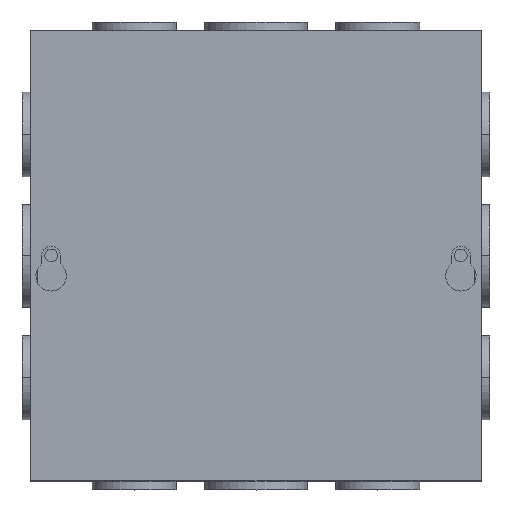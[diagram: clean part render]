
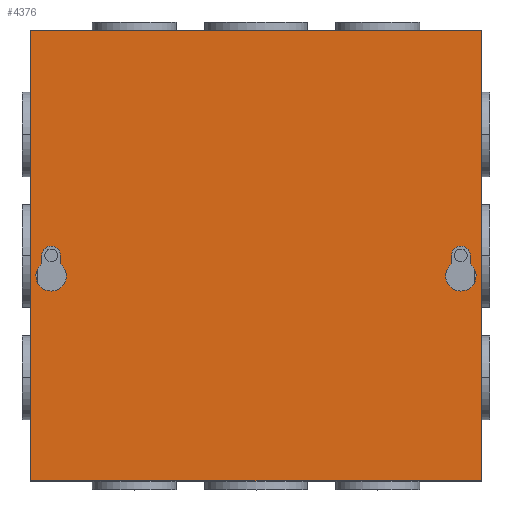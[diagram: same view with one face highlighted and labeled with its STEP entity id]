
A CAD part, top view. The second image highlights one B-rep face of the part: STEP entity #4376.
In plain terms, the highlighted planar face has unit normal (0, 0, 1).
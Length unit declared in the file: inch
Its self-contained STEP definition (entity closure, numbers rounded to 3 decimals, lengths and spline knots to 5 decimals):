
#39 = ORIENTED_EDGE ( 'NONE', *, *, #8853, .T. ) ;
#90 = VERTEX_POINT ( 'NONE', #6694 ) ;
#147 = EDGE_LOOP ( 'NONE', ( #3845, #4586, #1514, #4307, #5392, #7663 ) ) ;
#191 = LINE ( 'NONE', #6352, #3927 ) ;
#212 = DIRECTION ( 'NONE',  ( 1., 0., 0. ) ) ;
#268 = AXIS2_PLACEMENT_3D ( 'NONE', #5848, #7377, #5941 ) ;
#313 = VERTEX_POINT ( 'NONE', #2051 ) ;
#555 = EDGE_LOOP ( 'NONE', ( #8216, #6062, #3895, #860 ) ) ;
#560 = CARTESIAN_POINT ( 'NONE',  ( 2.855, -3., 6.057 ) ) ;
#574 = DIRECTION ( 'NONE',  ( 0., 0., -1. ) ) ;
#670 = FACE_BOUND ( 'NONE', #147, .T. ) ;
#707 = DIRECTION ( 'NONE',  ( 1., 0., 0. ) ) ;
#781 = LINE ( 'NONE', #1513, #5510 ) ;
#821 = CIRCLE ( 'NONE', #6335, 0.203 ) ;
#851 = EDGE_CURVE ( 'NONE', #8289, #6132, #2731, .T. ) ;
#860 = ORIENTED_EDGE ( 'NONE', *, *, #851, .T. ) ;
#873 = DIRECTION ( 'NONE',  ( 0., 0., -1. ) ) ;
#896 = CARTESIAN_POINT ( 'NONE',  ( -2.73, -0.272, 6.057 ) ) ;
#935 = EDGE_CURVE ( 'NONE', #6127, #2073, #8660, .T. ) ;
#943 = AXIS2_PLACEMENT_3D ( 'NONE', #5141, #5238, #707 ) ;
#1513 = CARTESIAN_POINT ( 'NONE',  ( -2.855, -3., 6.057 ) ) ;
#1514 = ORIENTED_EDGE ( 'NONE', *, *, #5524, .T. ) ;
#1589 = EDGE_CURVE ( 'NONE', #7977, #8289, #4063, .T. ) ;
#1600 = ORIENTED_EDGE ( 'NONE', *, *, #2907, .T. ) ;
#1662 = LINE ( 'NONE', #8382, #4455 ) ;
#1686 = DIRECTION ( 'NONE',  ( 0., 0., -1. ) ) ;
#1808 = DIRECTION ( 'NONE',  ( 0., 1., 0. ) ) ;
#1892 = AXIS2_PLACEMENT_3D ( 'NONE', #8450, #1686, #212 ) ;
#1986 = CARTESIAN_POINT ( 'NONE',  ( -3., 3., 6.057 ) ) ;
#2013 = DIRECTION ( 'NONE',  ( 0., 0., -1. ) ) ;
#2051 = CARTESIAN_POINT ( 'NONE',  ( 2.933, -0.272, 6.057 ) ) ;
#2073 = VERTEX_POINT ( 'NONE', #8353 ) ;
#2242 = EDGE_CURVE ( 'NONE', #2775, #2895, #5505, .T. ) ;
#2504 = VERTEX_POINT ( 'NONE', #6792 ) ;
#2692 = VECTOR ( 'NONE', #3379, 39.37008 ) ;
#2731 = LINE ( 'NONE', #5737, #6762 ) ;
#2736 = LINE ( 'NONE', #4953, #2692 ) ;
#2775 = VERTEX_POINT ( 'NONE', #6586 ) ;
#2792 = VERTEX_POINT ( 'NONE', #8862 ) ;
#2880 = LINE ( 'NONE', #1986, #3863 ) ;
#2895 = VERTEX_POINT ( 'NONE', #4510 ) ;
#2907 = EDGE_CURVE ( 'NONE', #5526, #313, #8823, .T. ) ;
#3032 = CARTESIAN_POINT ( 'NONE',  ( 2.73, -0.272, 6.057 ) ) ;
#3226 = EDGE_CURVE ( 'NONE', #90, #7977, #2880, .T. ) ;
#3251 = VERTEX_POINT ( 'NONE', #3564 ) ;
#3346 = DIRECTION ( 'NONE',  ( 0., -1., 0. ) ) ;
#3379 = DIRECTION ( 'NONE',  ( 0., 1., 0. ) ) ;
#3564 = CARTESIAN_POINT ( 'NONE',  ( 2.855, 0., 6.057 ) ) ;
#3604 = VERTEX_POINT ( 'NONE', #6427 ) ;
#3629 = CARTESIAN_POINT ( 'NONE',  ( 2.527, -0.272, 6.057 ) ) ;
#3661 = DIRECTION ( 'NONE',  ( 1., 0., 0. ) ) ;
#3718 = AXIS2_PLACEMENT_3D ( 'NONE', #896, #2013, #9616 ) ;
#3806 = EDGE_CURVE ( 'NONE', #2504, #6955, #4189, .T. ) ;
#3845 = ORIENTED_EDGE ( 'NONE', *, *, #6965, .T. ) ;
#3863 = VECTOR ( 'NONE', #5784, 39.37008 ) ;
#3895 = ORIENTED_EDGE ( 'NONE', *, *, #1589, .T. ) ;
#3927 = VECTOR ( 'NONE', #3346, 39.37008 ) ;
#3937 = CARTESIAN_POINT ( 'NONE',  ( -3., -3., 6.057 ) ) ;
#4063 = LINE ( 'NONE', #6337, #8650 ) ;
#4071 = EDGE_CURVE ( 'NONE', #2792, #5179, #5611, .T. ) ;
#4189 = CIRCLE ( 'NONE', #7340, 0.203 ) ;
#4242 = CARTESIAN_POINT ( 'NONE',  ( -2.605, 0., 6.057 ) ) ;
#4306 = LINE ( 'NONE', #560, #6090 ) ;
#4307 = ORIENTED_EDGE ( 'NONE', *, *, #3806, .T. ) ;
#4344 = EDGE_LOOP ( 'NONE', ( #6006, #1600, #39, #8163, #5382, #8978 ) ) ;
#4365 = PLANE ( 'NONE',  #268 ) ;
#4376 = ADVANCED_FACE ( 'NONE', ( #9545, #7286, #670 ), #4365, .T. ) ;
#4455 = VECTOR ( 'NONE', #1808, 39.37008 ) ;
#4510 = CARTESIAN_POINT ( 'NONE',  ( -2.527, -0.272, 6.057 ) ) ;
#4586 = ORIENTED_EDGE ( 'NONE', *, *, #2242, .T. ) ;
#4821 = EDGE_CURVE ( 'NONE', #3251, #5526, #4306, .T. ) ;
#4953 = CARTESIAN_POINT ( 'NONE',  ( 3., -3., 6.057 ) ) ;
#5141 = CARTESIAN_POINT ( 'NONE',  ( 2.73, -0.272, 6.057 ) ) ;
#5179 = VERTEX_POINT ( 'NONE', #4242 ) ;
#5238 = DIRECTION ( 'NONE',  ( 0., 0., -1. ) ) ;
#5382 = ORIENTED_EDGE ( 'NONE', *, *, #9721, .T. ) ;
#5392 = ORIENTED_EDGE ( 'NONE', *, *, #6942, .T. ) ;
#5505 = CIRCLE ( 'NONE', #1892, 0.203 ) ;
#5510 = VECTOR ( 'NONE', #7590, 39.37008 ) ;
#5524 = EDGE_CURVE ( 'NONE', #2895, #2504, #7979, .T. ) ;
#5526 = VERTEX_POINT ( 'NONE', #7300 ) ;
#5611 = CIRCLE ( 'NONE', #8459, 0.125 ) ;
#5737 = CARTESIAN_POINT ( 'NONE',  ( -3., -3., 6.057 ) ) ;
#5784 = DIRECTION ( 'NONE',  ( -1., 0., 0. ) ) ;
#5848 = CARTESIAN_POINT ( 'NONE',  ( -3., -3., 6.057 ) ) ;
#5872 = CARTESIAN_POINT ( 'NONE',  ( -2.73, 0., 6.057 ) ) ;
#5941 = DIRECTION ( 'NONE',  ( 1., 0., 0. ) ) ;
#6006 = ORIENTED_EDGE ( 'NONE', *, *, #4821, .T. ) ;
#6062 = ORIENTED_EDGE ( 'NONE', *, *, #3226, .T. ) ;
#6090 = VECTOR ( 'NONE', #8109, 39.37008 ) ;
#6127 = VERTEX_POINT ( 'NONE', #3629 ) ;
#6132 = VERTEX_POINT ( 'NONE', #6645 ) ;
#6144 = AXIS2_PLACEMENT_3D ( 'NONE', #3032, #9048, #6736 ) ;
#6319 = DIRECTION ( 'NONE',  ( 1., 0., 0. ) ) ;
#6335 = AXIS2_PLACEMENT_3D ( 'NONE', #7325, #574, #8117 ) ;
#6337 = CARTESIAN_POINT ( 'NONE',  ( -3., -3., 6.057 ) ) ;
#6352 = CARTESIAN_POINT ( 'NONE',  ( -2.605, -3., 6.057 ) ) ;
#6362 = DIRECTION ( 'NONE',  ( 0., 0., -1. ) ) ;
#6377 = CARTESIAN_POINT ( 'NONE',  ( -3., 3., 6.057 ) ) ;
#6427 = CARTESIAN_POINT ( 'NONE',  ( 2.605, 0., 6.057 ) ) ;
#6442 = CIRCLE ( 'NONE', #7548, 0.125 ) ;
#6587 = EDGE_CURVE ( 'NONE', #3604, #3251, #6442, .T. ) ;
#6586 = CARTESIAN_POINT ( 'NONE',  ( -2.605, -0.11205, 6.057 ) ) ;
#6645 = CARTESIAN_POINT ( 'NONE',  ( 3., -3., 6.057 ) ) ;
#6694 = CARTESIAN_POINT ( 'NONE',  ( 3., 3., 6.057 ) ) ;
#6736 = DIRECTION ( 'NONE',  ( 1., 0., 0. ) ) ;
#6762 = VECTOR ( 'NONE', #8749, 39.37008 ) ;
#6792 = CARTESIAN_POINT ( 'NONE',  ( -2.933, -0.272, 6.057 ) ) ;
#6942 = EDGE_CURVE ( 'NONE', #6955, #2792, #781, .T. ) ;
#6955 = VERTEX_POINT ( 'NONE', #9361 ) ;
#6965 = EDGE_CURVE ( 'NONE', #5179, #2775, #191, .T. ) ;
#7286 = FACE_BOUND ( 'NONE', #4344, .T. ) ;
#7300 = CARTESIAN_POINT ( 'NONE',  ( 2.855, -0.11205, 6.057 ) ) ;
#7325 = CARTESIAN_POINT ( 'NONE',  ( 2.73, -0.272, 6.057 ) ) ;
#7340 = AXIS2_PLACEMENT_3D ( 'NONE', #7416, #9136, #3661 ) ;
#7377 = DIRECTION ( 'NONE',  ( 0., 0., 1. ) ) ;
#7416 = CARTESIAN_POINT ( 'NONE',  ( -2.73, -0.272, 6.057 ) ) ;
#7548 = AXIS2_PLACEMENT_3D ( 'NONE', #7749, #6362, #6319 ) ;
#7580 = EDGE_CURVE ( 'NONE', #6132, #90, #2736, .T. ) ;
#7590 = DIRECTION ( 'NONE',  ( 0., 1., 0. ) ) ;
#7663 = ORIENTED_EDGE ( 'NONE', *, *, #4071, .T. ) ;
#7749 = CARTESIAN_POINT ( 'NONE',  ( 2.73, 0., 6.057 ) ) ;
#7977 = VERTEX_POINT ( 'NONE', #6377 ) ;
#7979 = CIRCLE ( 'NONE', #3718, 0.203 ) ;
#8109 = DIRECTION ( 'NONE',  ( 0., -1., 0. ) ) ;
#8117 = DIRECTION ( 'NONE',  ( 1., 0., 0. ) ) ;
#8163 = ORIENTED_EDGE ( 'NONE', *, *, #935, .T. ) ;
#8216 = ORIENTED_EDGE ( 'NONE', *, *, #7580, .T. ) ;
#8289 = VERTEX_POINT ( 'NONE', #3937 ) ;
#8353 = CARTESIAN_POINT ( 'NONE',  ( 2.605, -0.11205, 6.057 ) ) ;
#8382 = CARTESIAN_POINT ( 'NONE',  ( 2.605, -3., 6.057 ) ) ;
#8450 = CARTESIAN_POINT ( 'NONE',  ( -2.73, -0.272, 6.057 ) ) ;
#8459 = AXIS2_PLACEMENT_3D ( 'NONE', #5872, #873, #8884 ) ;
#8650 = VECTOR ( 'NONE', #9350, 39.37008 ) ;
#8660 = CIRCLE ( 'NONE', #943, 0.203 ) ;
#8749 = DIRECTION ( 'NONE',  ( 1., 0., 0. ) ) ;
#8823 = CIRCLE ( 'NONE', #6144, 0.203 ) ;
#8853 = EDGE_CURVE ( 'NONE', #313, #6127, #821, .T. ) ;
#8862 = CARTESIAN_POINT ( 'NONE',  ( -2.855, 0., 6.057 ) ) ;
#8884 = DIRECTION ( 'NONE',  ( 1., 0., 0. ) ) ;
#8978 = ORIENTED_EDGE ( 'NONE', *, *, #6587, .T. ) ;
#9048 = DIRECTION ( 'NONE',  ( 0., 0., -1. ) ) ;
#9136 = DIRECTION ( 'NONE',  ( 0., 0., -1. ) ) ;
#9350 = DIRECTION ( 'NONE',  ( 0., -1., 0. ) ) ;
#9361 = CARTESIAN_POINT ( 'NONE',  ( -2.855, -0.11205, 6.057 ) ) ;
#9545 = FACE_OUTER_BOUND ( 'NONE', #555, .T. ) ;
#9616 = DIRECTION ( 'NONE',  ( 1., 0., 0. ) ) ;
#9721 = EDGE_CURVE ( 'NONE', #2073, #3604, #1662, .T. ) ;
